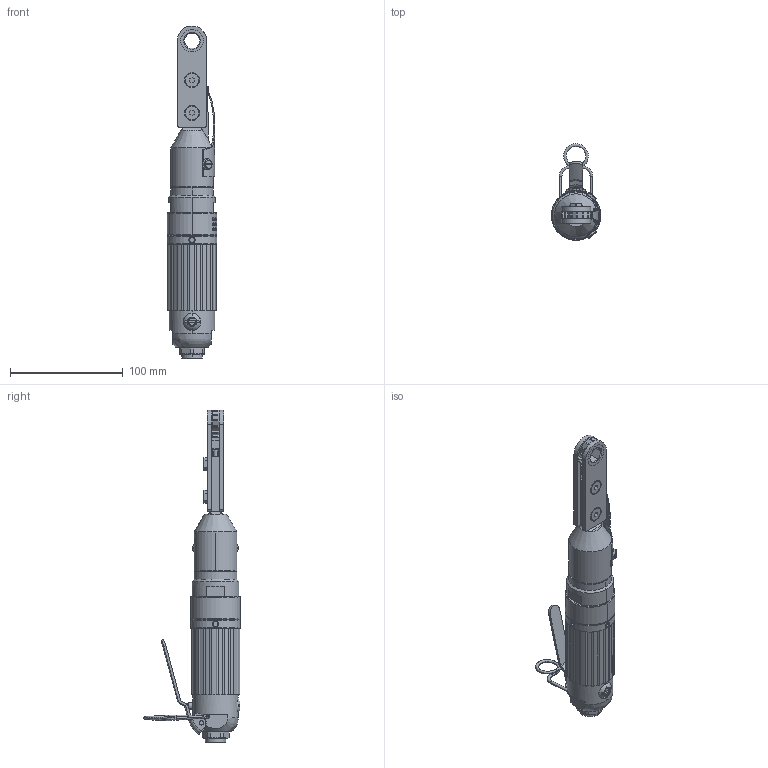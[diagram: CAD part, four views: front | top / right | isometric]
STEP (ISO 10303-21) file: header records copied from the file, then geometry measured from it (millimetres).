
FILE_DESCRIPTION((''),'2;1');
FILE_NAME('8431034571_ASM','2015-06-22T',('tooextcsr'),(''),'CREO PARAMETRIC BY PTC INC, 2015080','CREO PARAMETRIC BY PTC INC, 2015080','');
FILE_SCHEMA(('CONFIG_CONTROL_DESIGN','GEOMETRIC_VALIDATION_PROPERTIES_MIM'));
Length unit declared in the file: millimetre
Products named in the file (33): 4110079300; 4210013500; 4150059400; 4150059460_ASM; 0101124500; 4210025200; 4106203400; 4106203460_ASM; 4150058800_AF0; 4150058880_ASM; 4210024300; 4110037100; 4110079380_ASM; 4110079400; 4110079700_AF0; 4110079480_ASM; 4110079500; 4210038800_SKISS; 4210040300_HAND; 4210034800; 0102021000; 4210035900_SKISS; 4210035800_SKISS; 4210035500_SKISS; 4210035700_MED; 4210041413_SKISS; 0216195712; 0261210800; 4210034700_SKISS_BEND; 0333411600_SPEC; 0160605700; 0544586000; 8431034571_ASM
Assembly tree (36 placements, depth 4):
  8431034571_ASM
    4110079380_ASM
      4110079300
      4210013500
      4150059460_ASM
        4150059400
      0101124500
      4210025200
      4106203460_ASM
        4106203400
      4150058880_ASM
        4150058800_AF0
      4210024300
      4110037100
    4110079480_ASM
      4110079400
      4110079700_AF0
    4110079500
    4210038800_SKISS
    4210040300_HAND
    4210034800
    0102021000
    4210035900_SKISS
    4210035800_SKISS
    4210035500_SKISS
    4210035700_MED
    4210041413_SKISS
    0216195712  x2
    0261210800  x2
    4210034700_SKISS_BEND
    0333411600_SPEC  x2
    0160605700  x2
    0544586000
Bounding box: 44 x 85.74 x 294.15 mm (x, y, z)
Volume: 149804 mm3; surface area: 116577.8 mm2
Topology: 33 solids, 37 shells, 1149 faces, 2800 edges, 1737 vertices
Faces by surface type: cylinder 446, plane 351, cone 194, torus 80, bspline 48, sphere 30
Entity records: 71228 total; most frequent: CARTESIAN_POINT 32666, DIRECTION 5357, ORIENTED_EDGE 5176, PRESENTATION_STYLE_ASSIGNMENT 2974, STYLED_ITEM 2974, EDGE_CURVE 2598, CURVE_STYLE 2300, AXIS2_PLACEMENT_3D 2091
